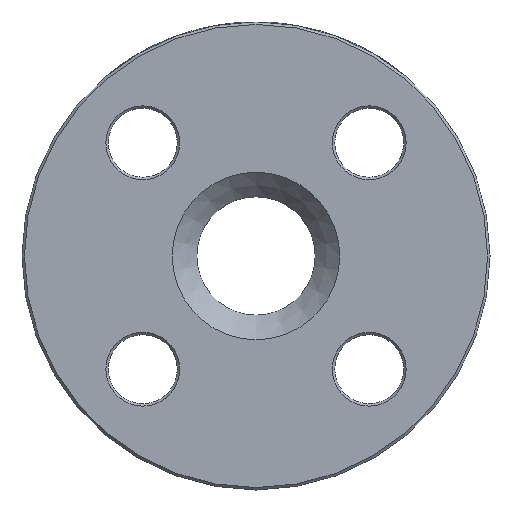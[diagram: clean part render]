
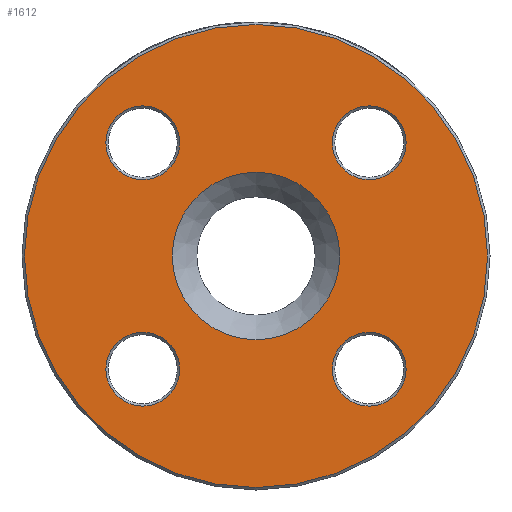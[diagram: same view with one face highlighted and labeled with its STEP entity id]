
A CAD part, left-side view. The second image highlights one B-rep face of the part: STEP entity #1612.
In plain terms, the highlighted planar face has unit normal (-1, 0, 0).
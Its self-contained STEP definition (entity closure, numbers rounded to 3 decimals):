
#98 = DIRECTION ( 'NONE',  ( 1., 0., 0. ) ) ;
#203 = EDGE_LOOP ( 'NONE', ( #3146 ) ) ;
#264 = EDGE_CURVE ( 'NONE', #2955, #2955, #852, .T. ) ;
#463 = AXIS2_PLACEMENT_3D ( 'NONE', #1251, #891, #2772 ) ;
#466 = AXIS2_PLACEMENT_3D ( 'NONE', #760, #1556, #4126 ) ;
#486 = PLANE ( 'NONE',  #3400 ) ;
#534 = CARTESIAN_POINT ( 'NONE',  ( 0., 0., -17. ) ) ;
#637 = DIRECTION ( 'NONE',  ( 0., 0., -1. ) ) ;
#674 = EDGE_LOOP ( 'NONE', ( #2885 ) ) ;
#760 = CARTESIAN_POINT ( 'NONE',  ( 0., -22.981, -22.981 ) ) ;
#807 = DIRECTION ( 'NONE',  ( 0., 0., -1. ) ) ;
#818 = CARTESIAN_POINT ( 'NONE',  ( 0., 0., 0. ) ) ;
#848 = FACE_OUTER_BOUND ( 'NONE', #1539, .T. ) ;
#852 = CIRCLE ( 'NONE', #3781, 7.5 ) ;
#862 = DIRECTION ( 'NONE',  ( 0., 0., -1. ) ) ;
#891 = DIRECTION ( 'NONE',  ( 1., 0., 0. ) ) ;
#1048 = EDGE_CURVE ( 'NONE', #1800, #1800, #1532, .T. ) ;
#1056 = CARTESIAN_POINT ( 'NONE',  ( 0., 22.981, 15.481 ) ) ;
#1080 = CARTESIAN_POINT ( 'NONE',  ( 0., -22.981, -30.481 ) ) ;
#1175 = ORIENTED_EDGE ( 'NONE', *, *, #1894, .T. ) ;
#1251 = CARTESIAN_POINT ( 'NONE',  ( 0., -22.981, 22.981 ) ) ;
#1264 = EDGE_LOOP ( 'NONE', ( #1868 ) ) ;
#1532 = CIRCLE ( 'NONE', #463, 7.5 ) ;
#1534 = AXIS2_PLACEMENT_3D ( 'NONE', #4639, #2446, #3476 ) ;
#1539 = EDGE_LOOP ( 'NONE', ( #1175 ) ) ;
#1556 = DIRECTION ( 'NONE',  ( 1., 0., 0. ) ) ;
#1610 = CARTESIAN_POINT ( 'NONE',  ( 0., 12., 0. ) ) ;
#1612 = ADVANCED_FACE ( 'NONE', ( #2597, #848, #2676, #2314, #4165, #3799 ), #486, .F. ) ;
#1704 = EDGE_CURVE ( 'NONE', #4395, #4395, #3244, .T. ) ;
#1800 = VERTEX_POINT ( 'NONE', #3282 ) ;
#1821 = CARTESIAN_POINT ( 'NONE',  ( 0., 0., -47. ) ) ;
#1828 = ORIENTED_EDGE ( 'NONE', *, *, #1048, .T. ) ;
#1868 = ORIENTED_EDGE ( 'NONE', *, *, #4579, .T. ) ;
#1894 = EDGE_CURVE ( 'NONE', #2544, #2544, #2393, .T. ) ;
#2131 = CARTESIAN_POINT ( 'NONE',  ( 0., 22.981, 22.981 ) ) ;
#2144 = CARTESIAN_POINT ( 'NONE',  ( 0., 22.981, -30.481 ) ) ;
#2285 = DIRECTION ( 'NONE',  ( 1., 0., 0. ) ) ;
#2314 = FACE_BOUND ( 'NONE', #4058, .T. ) ;
#2353 = DIRECTION ( 'NONE',  ( 1., 0., 0. ) ) ;
#2393 = CIRCLE ( 'NONE', #1534, 47. ) ;
#2446 = DIRECTION ( 'NONE',  ( -1., 0., 0. ) ) ;
#2541 = EDGE_CURVE ( 'NONE', #3986, #3986, #3497, .T. ) ;
#2544 = VERTEX_POINT ( 'NONE', #1821 ) ;
#2597 = FACE_BOUND ( 'NONE', #1264, .T. ) ;
#2676 = FACE_BOUND ( 'NONE', #3559, .T. ) ;
#2694 = VERTEX_POINT ( 'NONE', #534 ) ;
#2772 = DIRECTION ( 'NONE',  ( 0., 0., -1. ) ) ;
#2885 = ORIENTED_EDGE ( 'NONE', *, *, #2541, .T. ) ;
#2955 = VERTEX_POINT ( 'NONE', #1056 ) ;
#3146 = ORIENTED_EDGE ( 'NONE', *, *, #264, .T. ) ;
#3244 = CIRCLE ( 'NONE', #466, 7.5 ) ;
#3282 = CARTESIAN_POINT ( 'NONE',  ( 0., -22.981, 15.481 ) ) ;
#3400 = AXIS2_PLACEMENT_3D ( 'NONE', #1610, #98, #807 ) ;
#3476 = DIRECTION ( 'NONE',  ( 0., 0., -1. ) ) ;
#3497 = CIRCLE ( 'NONE', #4574, 7.5 ) ;
#3559 = EDGE_LOOP ( 'NONE', ( #1828 ) ) ;
#3716 = AXIS2_PLACEMENT_3D ( 'NONE', #818, #2285, #3764 ) ;
#3764 = DIRECTION ( 'NONE',  ( 0., 0., -1. ) ) ;
#3781 = AXIS2_PLACEMENT_3D ( 'NONE', #2131, #4728, #637 ) ;
#3799 = FACE_BOUND ( 'NONE', #203, .T. ) ;
#3986 = VERTEX_POINT ( 'NONE', #2144 ) ;
#4058 = EDGE_LOOP ( 'NONE', ( #4365 ) ) ;
#4107 = CIRCLE ( 'NONE', #3716, 17. ) ;
#4126 = DIRECTION ( 'NONE',  ( 0., 0., -1. ) ) ;
#4165 = FACE_BOUND ( 'NONE', #674, .T. ) ;
#4206 = CARTESIAN_POINT ( 'NONE',  ( 0., 22.981, -22.981 ) ) ;
#4365 = ORIENTED_EDGE ( 'NONE', *, *, #1704, .T. ) ;
#4395 = VERTEX_POINT ( 'NONE', #1080 ) ;
#4574 = AXIS2_PLACEMENT_3D ( 'NONE', #4206, #2353, #862 ) ;
#4579 = EDGE_CURVE ( 'NONE', #2694, #2694, #4107, .T. ) ;
#4639 = CARTESIAN_POINT ( 'NONE',  ( 0., 0., 0. ) ) ;
#4728 = DIRECTION ( 'NONE',  ( 1., 0., 0. ) ) ;
